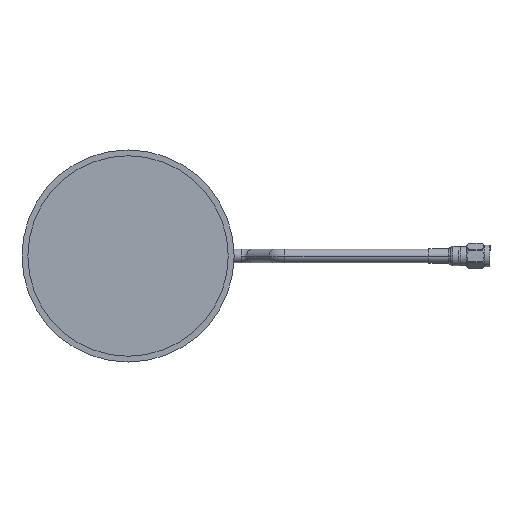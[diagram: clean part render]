
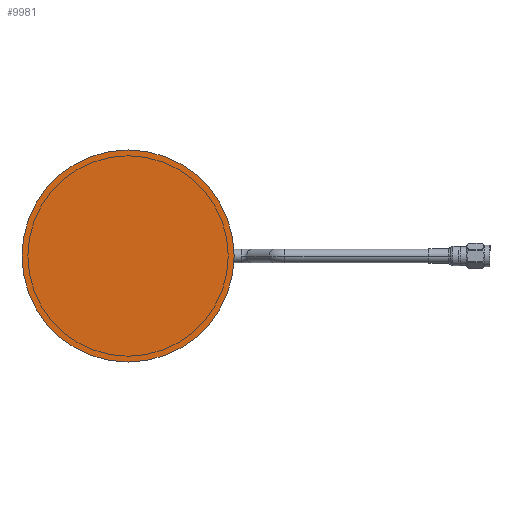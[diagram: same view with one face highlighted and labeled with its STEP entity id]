
A CAD part, front view. The second image highlights one B-rep face of the part: STEP entity #9981.
In plain terms, the highlighted planar face has unit normal (0, -1, 0).
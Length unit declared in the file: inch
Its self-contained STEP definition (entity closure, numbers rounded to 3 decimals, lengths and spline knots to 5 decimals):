
#166 = CIRCLE ( 'NONE', #11245, 1.49606 ) ;
#226 = DIRECTION ( 'NONE',  ( 0., 0., -1. ) ) ;
#304 = DIRECTION ( 'NONE',  ( 0., 1., 0. ) ) ;
#2379 = DIRECTION ( 'NONE',  ( 0., 1., 0. ) ) ;
#2561 = DIRECTION ( 'NONE',  ( 0., 0., 1. ) ) ;
#2763 = ORIENTED_EDGE ( 'NONE', *, *, #2988, .F. ) ;
#2988 = EDGE_CURVE ( 'NONE', #9972, #11703, #166, .T. ) ;
#3090 = ORIENTED_EDGE ( 'NONE', *, *, #9436, .F. ) ;
#3395 = EDGE_LOOP ( 'NONE', ( #3090, #2763 ) ) ;
#3418 = FACE_OUTER_BOUND ( 'NONE', #3395, .T. ) ;
#5311 = AXIS2_PLACEMENT_3D ( 'NONE', #10993, #2379, #2561 ) ;
#5775 = CARTESIAN_POINT ( 'NONE',  ( 0., -0.00984, -1.49606 ) ) ;
#6934 = DIRECTION ( 'NONE',  ( 0., 0., -1. ) ) ;
#7170 = PLANE ( 'NONE',  #5311 ) ;
#8586 = CARTESIAN_POINT ( 'NONE',  ( 0., -0.00984, 0. ) ) ;
#8647 = DIRECTION ( 'NONE',  ( 0., 1., 0. ) ) ;
#8836 = CARTESIAN_POINT ( 'NONE',  ( 0., -0.00984, 1.49606 ) ) ;
#9436 = EDGE_CURVE ( 'NONE', #11703, #9972, #10608, .T. ) ;
#9972 = VERTEX_POINT ( 'NONE', #8836 ) ;
#9981 = ADVANCED_FACE ( 'NONE', ( #3418 ), #7170, .F. ) ;
#10608 = CIRCLE ( 'NONE', #12179, 1.49606 ) ;
#10993 = CARTESIAN_POINT ( 'NONE',  ( 0., -0.00984, 0. ) ) ;
#11245 = AXIS2_PLACEMENT_3D ( 'NONE', #8586, #8647, #226 ) ;
#11512 = CARTESIAN_POINT ( 'NONE',  ( 0., -0.00984, 0. ) ) ;
#11703 = VERTEX_POINT ( 'NONE', #5775 ) ;
#12179 = AXIS2_PLACEMENT_3D ( 'NONE', #11512, #304, #6934 ) ;
